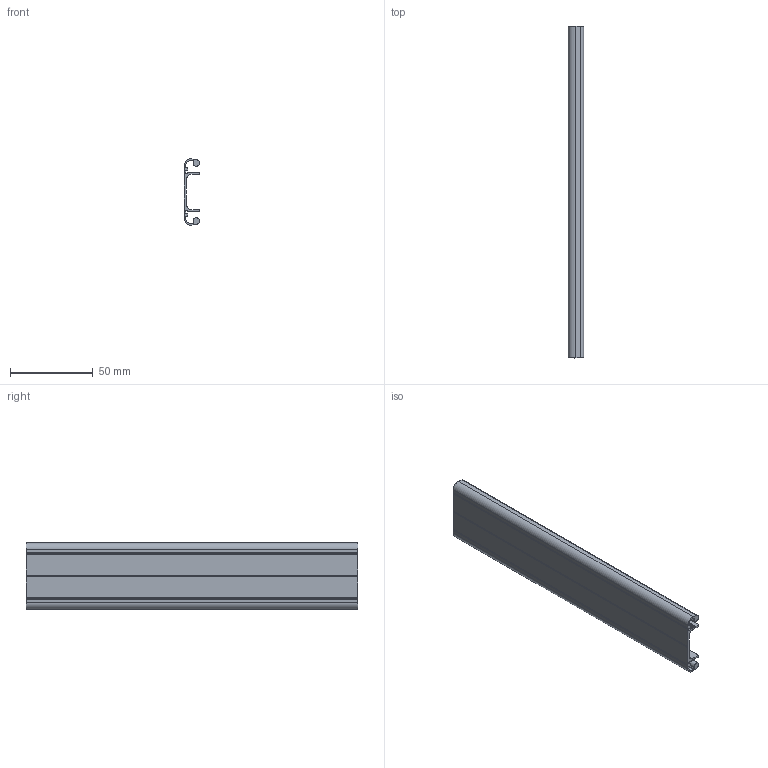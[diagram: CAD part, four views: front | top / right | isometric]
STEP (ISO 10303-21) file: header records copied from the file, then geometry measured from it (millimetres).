
FILE_DESCRIPTION(('FreeCAD Model'),'2;1');
FILE_NAME('Open CASCADE Shape Model','2024-03-18T17:17:51',(''),(''), 'Open CASCADE STEP processor 7.6','FreeCAD','Unknown');
FILE_SCHEMA(('AUTOMOTIVE_DESIGN { 1 0 10303 214 1 1 1 1 }'));
Length unit declared in the file: millimetre
Products named in the file (1): STI8-CG4040
Bounding box: 9.5 x 200 x 40 mm (x, y, z)
Volume: 21937 mm3; surface area: 31130 mm2
Topology: 1 solids, 1 shells, 98 faces, 288 edges, 192 vertices
Faces by surface type: cylinder 54, plane 44
Entity records: 7204 total; most frequent: CARTESIAN_POINT 1431, DIRECTION 1124, LINE 648, VECTOR 648, ORIENTED_EDGE 576, PCURVE 576, DEFINITIONAL_REPRESENTATION 576, EDGE_CURVE 288
